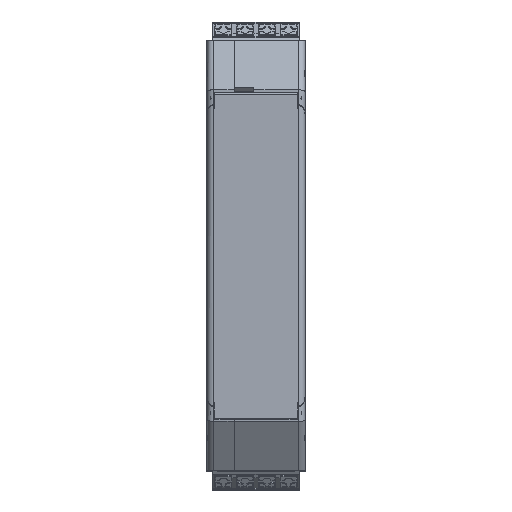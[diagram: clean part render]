
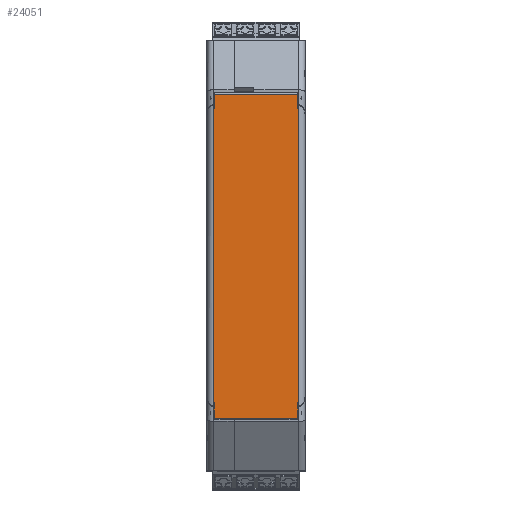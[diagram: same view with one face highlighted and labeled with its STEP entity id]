
A CAD part, top view. The second image highlights one B-rep face of the part: STEP entity #24051.
In plain terms, the highlighted face is planar.
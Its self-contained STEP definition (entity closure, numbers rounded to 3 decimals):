
#23455=CARTESIAN_POINT('',(34.6,114.5,7.15));
#23456=VERTEX_POINT('',#23455);
#23463=CARTESIAN_POINT('',(34.6,114.5,7.3));
#23464=VERTEX_POINT('',#23463);
#23465=CARTESIAN_POINT('',(34.6,114.5,7.3));
#23466=DIRECTION('',(0.,0.,-1.));
#23467=VECTOR('',#23466,0.15);
#23468=LINE('',#23465,#23467);
#23469=EDGE_CURVE('',#23464,#23456,#23468,.T.);
#23651=CARTESIAN_POINT('',(-37.2,114.5,7.15));
#23652=VERTEX_POINT('',#23651);
#23701=CARTESIAN_POINT('',(-34.6,114.5,7.15));
#23702=VERTEX_POINT('',#23701);
#23709=CARTESIAN_POINT('',(-34.6,114.5,7.15));
#23710=DIRECTION('',(-1.,0.,0.));
#23711=VECTOR('',#23710,2.6);
#23712=LINE('',#23709,#23711);
#23713=EDGE_CURVE('',#23702,#23652,#23712,.T.);
#23880=CARTESIAN_POINT('',(-37.2,114.5,-12.15));
#23881=VERTEX_POINT('',#23880);
#23882=CARTESIAN_POINT('',(-37.2,114.5,-12.15));
#23883=DIRECTION('',(0.,0.,1.));
#23884=VECTOR('',#23883,19.3);
#23885=LINE('',#23882,#23884);
#23886=EDGE_CURVE('',#23881,#23652,#23885,.T.);
#23912=CARTESIAN_POINT('',(-34.6,114.5,7.3));
#23913=VERTEX_POINT('',#23912);
#23914=CARTESIAN_POINT('',(-34.6,114.5,7.3));
#23915=DIRECTION('',(1.,-0.,0.));
#23916=VECTOR('',#23915,69.2);
#23917=LINE('',#23914,#23916);
#23918=EDGE_CURVE('',#23913,#23464,#23917,.T.);
#23980=CARTESIAN_POINT('',(-37.2,114.5,-10.772));
#23981=DIRECTION('',(0.,1.,0.));
#23982=DIRECTION('',(1.,-0.,0.));
#23983=AXIS2_PLACEMENT_3D('',#23980,#23981,#23982);
#23984=PLANE('',#23983);
#23985=CARTESIAN_POINT('',(37.5,114.5,7.15));
#23986=VERTEX_POINT('',#23985);
#23987=CARTESIAN_POINT('',(37.5,114.5,-12.15));
#23988=VERTEX_POINT('',#23987);
#23989=CARTESIAN_POINT('',(37.5,114.5,7.15));
#23990=DIRECTION('',(0.,0.,-1.));
#23991=VECTOR('',#23990,19.3);
#23992=LINE('',#23989,#23991);
#23993=EDGE_CURVE('',#23986,#23988,#23992,.T.);
#23994=ORIENTED_EDGE('',*,*,#23993,.T.);
#23995=CARTESIAN_POINT('',(34.6,114.5,-12.15));
#23996=VERTEX_POINT('',#23995);
#23997=CARTESIAN_POINT('',(34.6,114.5,-12.15));
#23998=DIRECTION('',(1.,-0.,0.));
#23999=VECTOR('',#23998,2.9);
#24000=LINE('',#23997,#23999);
#24001=EDGE_CURVE('',#23996,#23988,#24000,.T.);
#24002=ORIENTED_EDGE('',*,*,#24001,.F.);
#24003=CARTESIAN_POINT('',(34.6,114.5,-12.3));
#24004=VERTEX_POINT('',#24003);
#24005=CARTESIAN_POINT('',(34.6,114.5,-12.15));
#24006=DIRECTION('',(-0.,0.,-1.));
#24007=VECTOR('',#24006,0.15);
#24008=LINE('',#24005,#24007);
#24009=EDGE_CURVE('',#23996,#24004,#24008,.T.);
#24010=ORIENTED_EDGE('',*,*,#24009,.T.);
#24011=CARTESIAN_POINT('',(-34.6,114.5,-12.3));
#24012=VERTEX_POINT('',#24011);
#24013=CARTESIAN_POINT('',(-34.6,114.5,-12.3));
#24014=DIRECTION('',(1.,-0.,0.));
#24015=VECTOR('',#24014,69.2);
#24016=LINE('',#24013,#24015);
#24017=EDGE_CURVE('',#24012,#24004,#24016,.T.);
#24018=ORIENTED_EDGE('',*,*,#24017,.F.);
#24019=CARTESIAN_POINT('',(-34.6,114.5,-12.15));
#24020=VERTEX_POINT('',#24019);
#24021=CARTESIAN_POINT('',(-34.6,114.5,-12.3));
#24022=DIRECTION('',(0.,0.,1.));
#24023=VECTOR('',#24022,0.15);
#24024=LINE('',#24021,#24023);
#24025=EDGE_CURVE('',#24012,#24020,#24024,.T.);
#24026=ORIENTED_EDGE('',*,*,#24025,.T.);
#24027=CARTESIAN_POINT('',(-37.2,114.5,-12.15));
#24028=DIRECTION('',(1.,0.,-0.));
#24029=VECTOR('',#24028,2.6);
#24030=LINE('',#24027,#24029);
#24031=EDGE_CURVE('',#23881,#24020,#24030,.T.);
#24032=ORIENTED_EDGE('',*,*,#24031,.F.);
#24033=ORIENTED_EDGE('',*,*,#23886,.T.);
#24034=ORIENTED_EDGE('',*,*,#23713,.F.);
#24035=CARTESIAN_POINT('',(-34.6,114.5,7.15));
#24036=DIRECTION('',(0.,0.,1.));
#24037=VECTOR('',#24036,0.15);
#24038=LINE('',#24035,#24037);
#24039=EDGE_CURVE('',#23702,#23913,#24038,.T.);
#24040=ORIENTED_EDGE('',*,*,#24039,.T.);
#24041=ORIENTED_EDGE('',*,*,#23918,.T.);
#24042=ORIENTED_EDGE('',*,*,#23469,.T.);
#24043=CARTESIAN_POINT('',(34.6,114.5,7.15));
#24044=DIRECTION('',(1.,-0.,0.));
#24045=VECTOR('',#24044,2.9);
#24046=LINE('',#24043,#24045);
#24047=EDGE_CURVE('',#23456,#23986,#24046,.T.);
#24048=ORIENTED_EDGE('',*,*,#24047,.T.);
#24049=EDGE_LOOP('',(#23994,#24002,#24010,#24018,#24026,#24032,#24033,#24034,#24040,#24041,#24042,#24048));
#24050=FACE_BOUND('',#24049,.T.);
#24051=ADVANCED_FACE('',(#24050),#23984,.T.);
